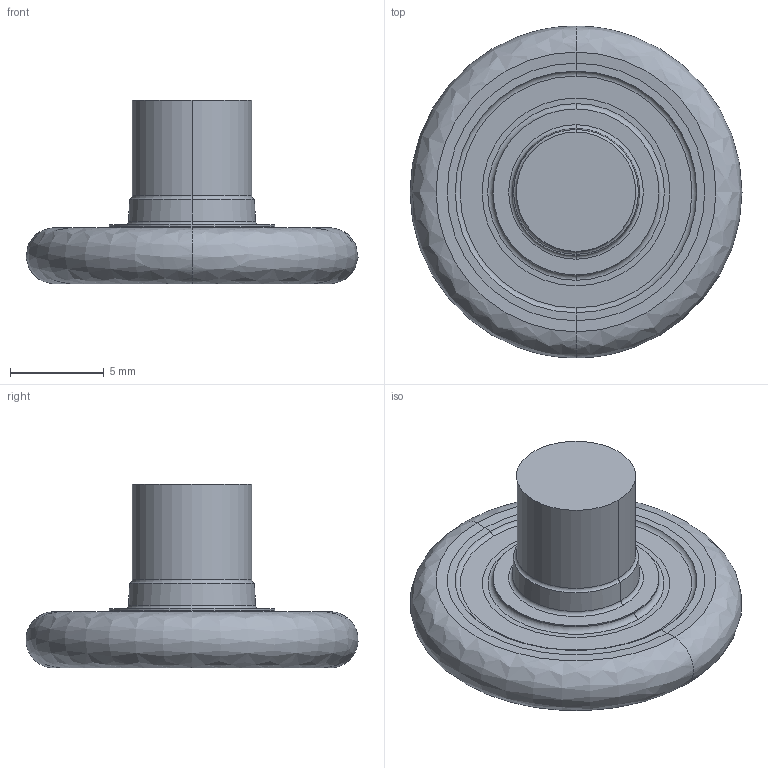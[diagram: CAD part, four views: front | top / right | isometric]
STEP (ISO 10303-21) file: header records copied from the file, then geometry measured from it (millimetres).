
FILE_DESCRIPTION((''),'2;1');
FILE_NAME('16T17730T6RP15','2015-11-23T',('thielmann'),(''),'PRO/ENGINEER BY PARAMETRIC TECHNOLOGY CORPORATION, 2011490','PRO/ENGINEER BY PARAMETRIC TECHNOLOGY CORPORATION, 2011490','');
FILE_SCHEMA(('AUTOMOTIVE_DESIGN { 1 2 10303 214 0 1 1 1 }'));
Length unit declared in the file: millimetre
Products named in the file (3): NOCUT; CUT; 16T17730T6RP15
Assembly tree (2 placements, depth 2):
  16T17730T6RP15
    NOCUT
    CUT
Bounding box: 17.69 x 17.69 x 9.79 mm (x, y, z)
Volume: 867.2 mm3; surface area: 893.6 mm2
Topology: 2 solids, 2 shells, 36 faces, 74 edges, 43 vertices
Faces by surface type: cone 12, cylinder 8, torus 8, plane 4, revolution 2, bspline 2
Entity records: 1462 total; most frequent: CARTESIAN_POINT 238, DIRECTION 212, ORIENTED_EDGE 140, AXIS2_PLACEMENT_3D 94, PRESENTATION_STYLE_ASSIGNMENT 79, STYLED_ITEM 79, CURVE_STYLE 77, EDGE_CURVE 70
